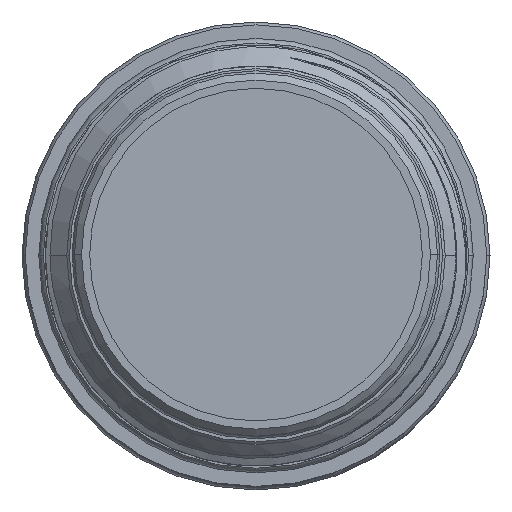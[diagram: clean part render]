
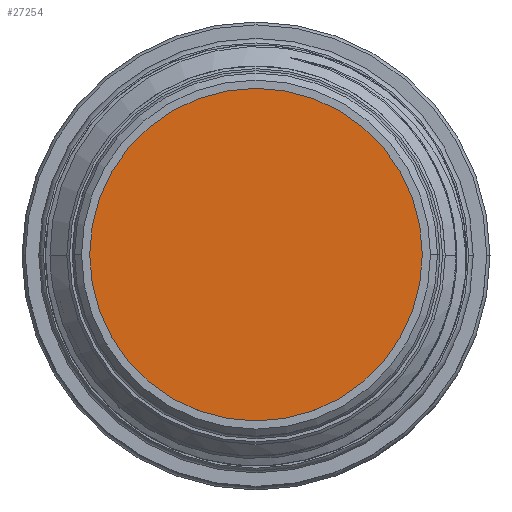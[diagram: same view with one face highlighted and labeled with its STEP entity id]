
A CAD part, top view. The second image highlights one B-rep face of the part: STEP entity #27254.
In plain terms, the highlighted planar face has unit normal (0, 0, 1).
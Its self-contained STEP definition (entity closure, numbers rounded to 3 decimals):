
#118 = ORIENTED_EDGE ( 'NONE', *, *, #3758, .F. ) ;
#3049 = CIRCLE ( 'NONE', #25100, 18.875 ) ;
#3758 = EDGE_CURVE ( 'NONE', #8013, #12802, #3049, .T. ) ;
#4074 = CARTESIAN_POINT ( 'NONE',  ( 18.875, 0., 103.263 ) ) ;
#7035 = CARTESIAN_POINT ( 'NONE',  ( 0., 0., 103.263 ) ) ;
#7429 = CIRCLE ( 'NONE', #28202, 18.875 ) ;
#8013 = VERTEX_POINT ( 'NONE', #4074 ) ;
#11029 = FACE_OUTER_BOUND ( 'NONE', #15174, .T. ) ;
#11448 = CARTESIAN_POINT ( 'NONE',  ( 0., 0., 103.263 ) ) ;
#12635 = CARTESIAN_POINT ( 'NONE',  ( -18.875, 0., 103.263 ) ) ;
#12802 = VERTEX_POINT ( 'NONE', #12635 ) ;
#14344 = DIRECTION ( 'NONE',  ( 0., 0., 1. ) ) ;
#15174 = EDGE_LOOP ( 'NONE', ( #118, #22457 ) ) ;
#15764 = DIRECTION ( 'NONE',  ( 1., 0., 0. ) ) ;
#18515 = PLANE ( 'NONE',  #28673 ) ;
#20066 = DIRECTION ( 'NONE',  ( 1., 0., 0. ) ) ;
#20083 = EDGE_CURVE ( 'NONE', #12802, #8013, #7429, .T. ) ;
#22182 = DIRECTION ( 'NONE',  ( 0., 0., -1. ) ) ;
#22457 = ORIENTED_EDGE ( 'NONE', *, *, #20083, .F. ) ;
#22512 = DIRECTION ( 'NONE',  ( 0., 0., -1. ) ) ;
#23112 = DIRECTION ( 'NONE',  ( 1., 0., 0. ) ) ;
#23392 = CARTESIAN_POINT ( 'NONE',  ( 19.381, 0., 103.263 ) ) ;
#25100 = AXIS2_PLACEMENT_3D ( 'NONE', #11448, #22182, #20066 ) ;
#27254 = ADVANCED_FACE ( 'NONE', ( #11029 ), #18515, .T. ) ;
#28202 = AXIS2_PLACEMENT_3D ( 'NONE', #7035, #22512, #15764 ) ;
#28673 = AXIS2_PLACEMENT_3D ( 'NONE', #23392, #14344, #23112 ) ;
